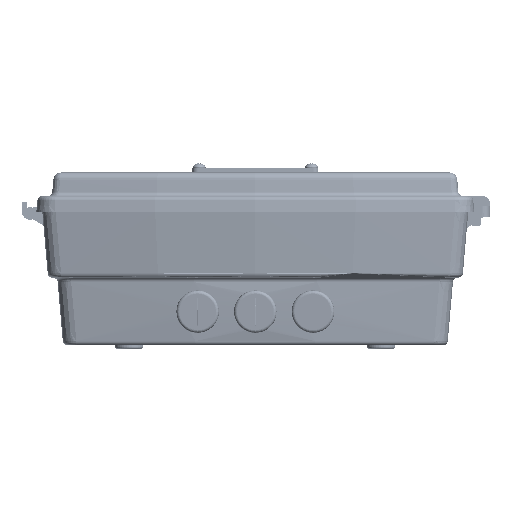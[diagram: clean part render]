
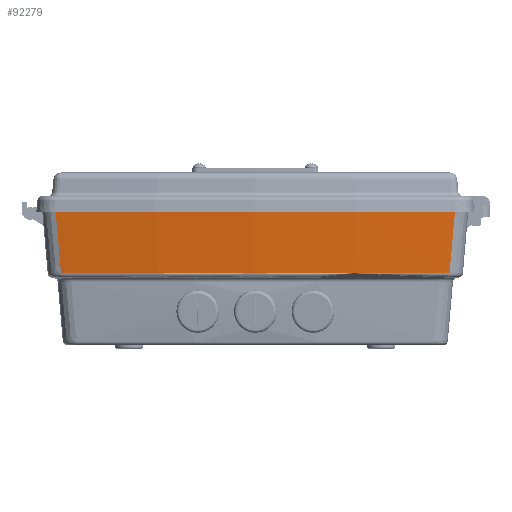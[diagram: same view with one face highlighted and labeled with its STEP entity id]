
A CAD part, front view. The second image highlights one B-rep face of the part: STEP entity #92279.
In plain terms, the highlighted conical face has half-angle 5 degrees and reference radius 846.565 mm.
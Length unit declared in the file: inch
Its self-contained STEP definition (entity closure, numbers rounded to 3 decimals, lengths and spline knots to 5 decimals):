
#6277 = CARTESIAN_POINT ( 'NONE',  ( 4.98997, -6.74102, -3.33858 ) ) ;
#7980 = CARTESIAN_POINT ( 'NONE',  ( -4.87393, -6.64219, -2.0255 ) ) ;
#8714 = FACE_OUTER_BOUND ( 'NONE', #11826, .T. ) ;
#9957 = CARTESIAN_POINT ( 'NONE',  ( -4.89379, -6.65913, -2.25028 ) ) ;
#10154 = ORIENTED_EDGE ( 'NONE', *, *, #74270, .T. ) ;
#11826 = EDGE_LOOP ( 'NONE', ( #45201, #60833, #10154, #17937 ) ) ;
#12253 = EDGE_CURVE ( 'NONE', #21812, #88729, #71240, .T. ) ;
#15732 = DIRECTION ( 'NONE',  ( -1., 0., 0. ) ) ;
#17771 = AXIS2_PLACEMENT_3D ( 'NONE', #27569, #44059, #20575 ) ;
#17937 = ORIENTED_EDGE ( 'NONE', *, *, #65350, .T. ) ;
#20575 = DIRECTION ( 'NONE',  ( -1., 0., 0. ) ) ;
#21812 = VERTEX_POINT ( 'NONE', #24011 ) ;
#22262 = CARTESIAN_POINT ( 'NONE',  ( 4.90601, -6.66954, -2.38852 ) ) ;
#23929 = CARTESIAN_POINT ( 'NONE',  ( -4.98997, -6.74102, -3.33858 ) ) ;
#24011 = CARTESIAN_POINT ( 'NONE',  ( 4.98997, -6.74102, -3.33858 ) ) ;
#27569 = CARTESIAN_POINT ( 'NONE',  ( 0., 26.35827, -3.33858 ) ) ;
#29145 = B_SPLINE_CURVE_WITH_KNOTS ( 'NONE', 3,
 ( #29470, #7980, #9957, #85880, #47927, #46954, #23929 ),
 .UNSPECIFIED., .F., .F.,
 ( 4, 3, 4 ),
 ( 0.00276, 0.02, 0.04208 ),
 .UNSPECIFIED. ) ;
#29470 = CARTESIAN_POINT ( 'NONE',  ( -4.85406, -6.62523, -1.80073 ) ) ;
#31676 = CARTESIAN_POINT ( 'NONE',  ( 0., 26.35827, -1.69291 ) ) ;
#34410 = CARTESIAN_POINT ( 'NONE',  ( 0., 26.35827, -1.80073 ) ) ;
#44059 = DIRECTION ( 'NONE',  ( 0., 0., -1. ) ) ;
#45201 = ORIENTED_EDGE ( 'NONE', *, *, #47724, .F. ) ;
#46954 = CARTESIAN_POINT ( 'NONE',  ( -4.96453, -6.71938, -3.05074 ) ) ;
#47724 = EDGE_CURVE ( 'NONE', #21812, #76045, #91136, .T. ) ;
#47927 = CARTESIAN_POINT ( 'NONE',  ( -4.93909, -6.69773, -2.7629 ) ) ;
#49202 = AXIS2_PLACEMENT_3D ( 'NONE', #34410, #64918, #95350 ) ;
#50857 = CIRCLE ( 'NONE', #49202, 33.33877 ) ;
#55052 = CARTESIAN_POINT ( 'NONE',  ( 4.85406, -6.62523, -1.80073 ) ) ;
#57192 = CARTESIAN_POINT ( 'NONE',  ( -4.85406, -6.62523, -1.80073 ) ) ;
#58772 = CARTESIAN_POINT ( 'NONE',  ( 4.88003, -6.6474, -2.09462 ) ) ;
#60833 = ORIENTED_EDGE ( 'NONE', *, *, #12253, .T. ) ;
#63765 = CARTESIAN_POINT ( 'NONE',  ( -4.98997, -6.74102, -3.33858 ) ) ;
#64918 = DIRECTION ( 'NONE',  ( 0., 0., -1. ) ) ;
#65350 = EDGE_CURVE ( 'NONE', #81343, #76045, #29145, .T. ) ;
#68210 = DIRECTION ( 'NONE',  ( 0., 0., -1. ) ) ;
#71240 = B_SPLINE_CURVE_WITH_KNOTS ( 'NONE', 3,
 ( #6277, #73818, #83735, #89729, #22262, #58772, #90704 ),
 .UNSPECIFIED., .F., .F.,
 ( 4, 3, 4 ),
 ( 0.00322, 0.02, 0.04255 ),
 .UNSPECIFIED. ) ;
#73818 = CARTESIAN_POINT ( 'NONE',  ( 4.97064, -6.72458, -3.11986 ) ) ;
#74270 = EDGE_CURVE ( 'NONE', #88729, #81343, #50857, .T. ) ;
#76045 = VERTEX_POINT ( 'NONE', #63765 ) ;
#77007 = AXIS2_PLACEMENT_3D ( 'NONE', #31676, #68210, #15732 ) ;
#81343 = VERTEX_POINT ( 'NONE', #57192 ) ;
#83735 = CARTESIAN_POINT ( 'NONE',  ( 4.95131, -6.70813, -2.90114 ) ) ;
#85880 = CARTESIAN_POINT ( 'NONE',  ( -4.91366, -6.67605, -2.47506 ) ) ;
#88729 = VERTEX_POINT ( 'NONE', #55052 ) ;
#89729 = CARTESIAN_POINT ( 'NONE',  ( 4.93198, -6.69167, -2.68241 ) ) ;
#90704 = CARTESIAN_POINT ( 'NONE',  ( 4.85406, -6.62523, -1.80073 ) ) ;
#91136 = CIRCLE ( 'NONE', #17771, 33.47331 ) ;
#92279 = ADVANCED_FACE ( 'NONE', ( #8714 ), #94450, .T. ) ;
#94450 = CONICAL_SURFACE ( 'NONE', #77007, 33.32933, 0.087 ) ;
#95350 = DIRECTION ( 'NONE',  ( 1., 0., 0. ) ) ;
